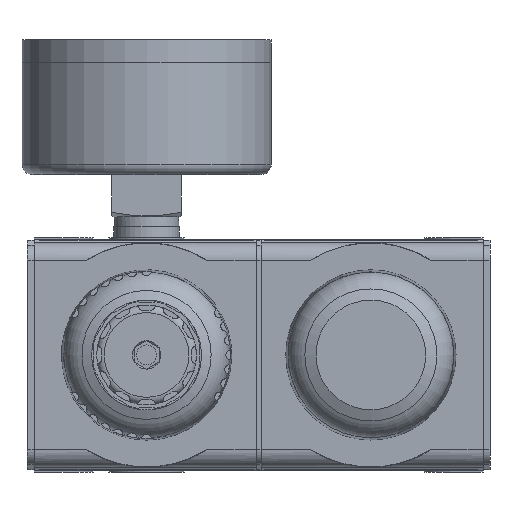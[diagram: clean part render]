
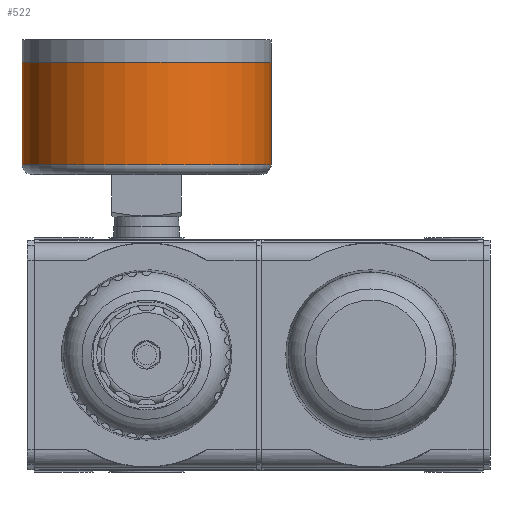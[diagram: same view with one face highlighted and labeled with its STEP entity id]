
A CAD part, front view. The second image highlights one B-rep face of the part: STEP entity #522.
In plain terms, the highlighted cylindrical face has radius 25 mm (diameter 50 mm), a full revolution.
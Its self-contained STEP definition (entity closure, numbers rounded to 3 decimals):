
#522 = ADVANCED_FACE( '', ( #1431, #1432 ), #1433, .T. );
#1431 = FACE_OUTER_BOUND( '', #2854, .T. );
#1432 = FACE_OUTER_BOUND( '', #2855, .T. );
#1433 = CYLINDRICAL_SURFACE( '', #2856, 25. );
#2854 = EDGE_LOOP( '', ( #5384 ) );
#2855 = EDGE_LOOP( '', ( #5385 ) );
#2856 = AXIS2_PLACEMENT_3D( '', #5386, #5387, #5388 );
#5384 = ORIENTED_EDGE( '', *, *, #9405, .F. );
#5385 = ORIENTED_EDGE( '', *, *, #9404, .T. );
#5386 = CARTESIAN_POINT( '', ( 0., 0., 15.5 ) );
#5387 = DIRECTION( '', ( 0., 0., 1. ) );
#5388 = DIRECTION( '', ( -1., 0., 0. ) );
#9404 = EDGE_CURVE( '', #11341, #11341, #11342, .T. );
#9405 = EDGE_CURVE( '', #11343, #11343, #11344, .T. );
#11341 = VERTEX_POINT( '', #14520 );
#11342 = CIRCLE( '', #14521, 25. );
#11343 = VERTEX_POINT( '', #14522 );
#11344 = CIRCLE( '', #14523, 25. );
#14520 = CARTESIAN_POINT( '', ( -25., 0., 37.98 ) );
#14521 = AXIS2_PLACEMENT_3D( '', #19404, #19405, #19406 );
#14522 = CARTESIAN_POINT( '', ( -25., 0., 17.5 ) );
#14523 = AXIS2_PLACEMENT_3D( '', #19407, #19408, #19409 );
#19404 = CARTESIAN_POINT( '', ( 0., 0., 37.98 ) );
#19405 = DIRECTION( '', ( 0., 0., -1. ) );
#19406 = DIRECTION( '', ( -1., 0., 0. ) );
#19407 = CARTESIAN_POINT( '', ( 0., 0., 17.5 ) );
#19408 = DIRECTION( '', ( 0., 0., -1. ) );
#19409 = DIRECTION( '', ( -1., 0., 0. ) );
